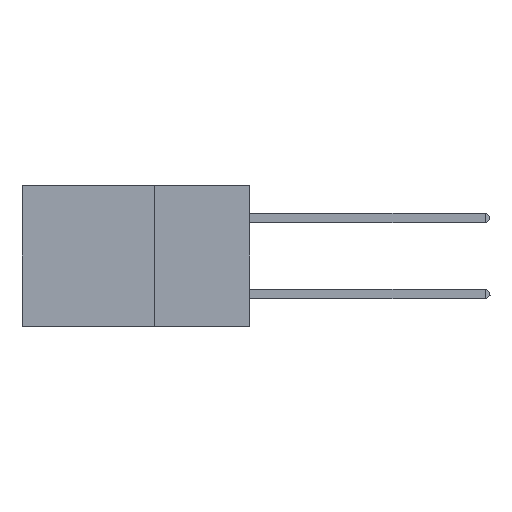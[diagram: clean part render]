
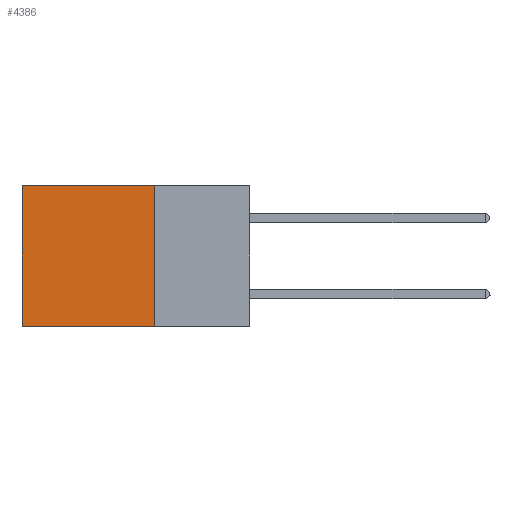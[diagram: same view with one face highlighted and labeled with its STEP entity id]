
A CAD part, left-side view. The second image highlights one B-rep face of the part: STEP entity #4386.
In plain terms, the highlighted planar face has unit normal (-1, 0, 0).
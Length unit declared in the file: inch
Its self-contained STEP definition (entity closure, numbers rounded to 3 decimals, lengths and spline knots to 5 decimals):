
#1938 = VECTOR ( 'NONE', #36725, 39.37008 ) ;
#2781 = ORIENTED_EDGE ( 'NONE', *, *, #22594, .F. ) ;
#3409 = ORIENTED_EDGE ( 'NONE', *, *, #28539, .T. ) ;
#3621 = LINE ( 'NONE', #26727, #19716 ) ;
#3752 = DIRECTION ( 'NONE',  ( 0., 0., -1. ) ) ;
#4386 = ADVANCED_FACE ( 'NONE', ( #35536 ), #28017, .F. ) ;
#4672 = DIRECTION ( 'NONE',  ( 0., 1., 0. ) ) ;
#4956 = CARTESIAN_POINT ( 'NONE',  ( 0.2875, 0.25, -0.37 ) ) ;
#5428 = EDGE_CURVE ( 'NONE', #25725, #20428, #14955, .T. ) ;
#7171 = VERTEX_POINT ( 'NONE', #13594 ) ;
#8229 = DIRECTION ( 'NONE',  ( 0., 0., -1. ) ) ;
#9506 = LINE ( 'NONE', #11046, #1938 ) ;
#11046 = CARTESIAN_POINT ( 'NONE',  ( 0.2875, 0.25, 0. ) ) ;
#11487 = EDGE_LOOP ( 'NONE', ( #3409, #2781, #19778, #16599 ) ) ;
#13594 = CARTESIAN_POINT ( 'NONE',  ( 0.2875, 0.6, -0.37 ) ) ;
#14955 = LINE ( 'NONE', #16871, #15422 ) ;
#15422 = VECTOR ( 'NONE', #8229, 39.37008 ) ;
#16599 = ORIENTED_EDGE ( 'NONE', *, *, #36689, .T. ) ;
#16871 = CARTESIAN_POINT ( 'NONE',  ( 0.2875, 0.25, 0. ) ) ;
#17895 = CARTESIAN_POINT ( 'NONE',  ( 0.2875, 0.6, 0. ) ) ;
#19716 = VECTOR ( 'NONE', #3752, 39.37008 ) ;
#19718 = CARTESIAN_POINT ( 'NONE',  ( 0.2875, 0.25, 0. ) ) ;
#19778 = ORIENTED_EDGE ( 'NONE', *, *, #5428, .F. ) ;
#20428 = VERTEX_POINT ( 'NONE', #4956 ) ;
#20966 = AXIS2_PLACEMENT_3D ( 'NONE', #22246, #24986, #25469 ) ;
#21533 = CARTESIAN_POINT ( 'NONE',  ( 0.2875, 0.25, -0.37 ) ) ;
#22246 = CARTESIAN_POINT ( 'NONE',  ( 0.2875, 0.25, 0. ) ) ;
#22594 = EDGE_CURVE ( 'NONE', #20428, #7171, #25067, .T. ) ;
#23409 = VERTEX_POINT ( 'NONE', #17895 ) ;
#24986 = DIRECTION ( 'NONE',  ( 1., 0., 0. ) ) ;
#25067 = LINE ( 'NONE', #21533, #25513 ) ;
#25469 = DIRECTION ( 'NONE',  ( 0., 0., -1. ) ) ;
#25513 = VECTOR ( 'NONE', #4672, 39.37008 ) ;
#25725 = VERTEX_POINT ( 'NONE', #19718 ) ;
#26727 = CARTESIAN_POINT ( 'NONE',  ( 0.2875, 0.6, 0. ) ) ;
#28017 = PLANE ( 'NONE',  #20966 ) ;
#28539 = EDGE_CURVE ( 'NONE', #23409, #7171, #3621, .T. ) ;
#35536 = FACE_OUTER_BOUND ( 'NONE', #11487, .T. ) ;
#36689 = EDGE_CURVE ( 'NONE', #25725, #23409, #9506, .T. ) ;
#36725 = DIRECTION ( 'NONE',  ( 0., 1., 0. ) ) ;
